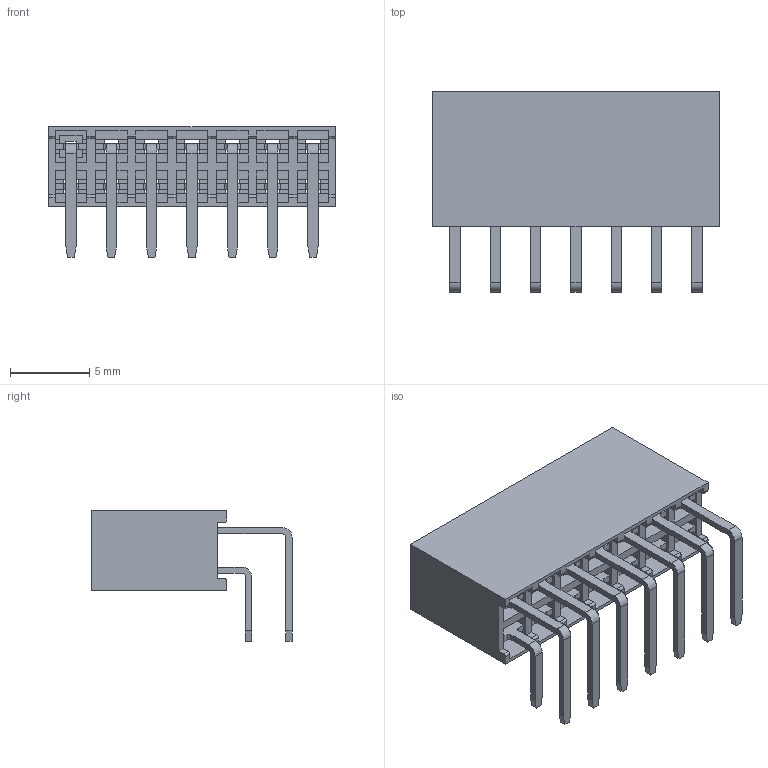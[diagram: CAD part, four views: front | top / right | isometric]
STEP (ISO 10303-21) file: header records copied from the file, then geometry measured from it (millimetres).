
FILE_DESCRIPTION(('STEP AP214'),'1');
FILE_NAME('female_header_a-bl254-da-g14d.stp','2022-05-31T13:50:17',('TraceParts'),('TraceParts S.A.'),'Spatial InterOp 3D',' ',' ');
FILE_SCHEMA(('AUTOMOTIVE_DESIGN { 1 0 10303 214 1 1 1 1 }'));
Length unit declared in the file: millimetre
Products named in the file (1): female_header_a-bl254-da-g14d
Bounding box: 18.03 x 12.6 x 8.2 mm (x, y, z)
Volume: 350.6 mm3; surface area: 1727.8 mm2
Topology: 1 solids, 1 shells, 523 faces, 1599 edges, 1066 vertices
Faces by surface type: plane 430, cylinder 93
Entity records: 21991 total; most frequent: ORIENTED_EDGE 3198, CARTESIAN_POINT 3189, DIRECTION 2833, EDGE_CURVE 1599, LINE 1413, VECTOR 1413, VERTEX_POINT 1066, AXIS2_PLACEMENT_3D 710
